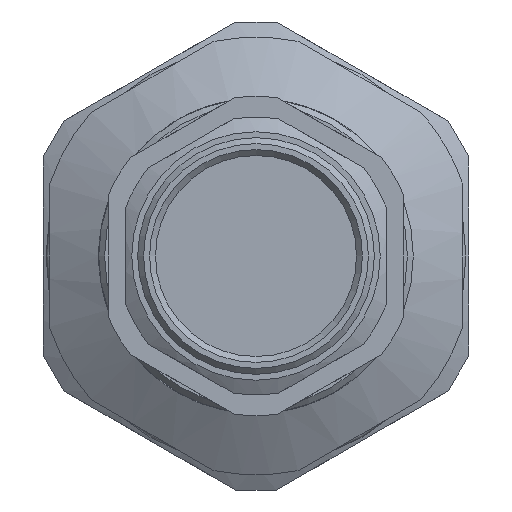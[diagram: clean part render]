
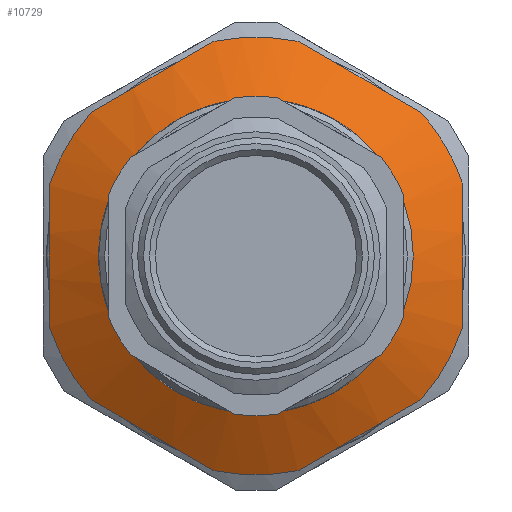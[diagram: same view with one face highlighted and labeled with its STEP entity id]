
A CAD part, left-side view. The second image highlights one B-rep face of the part: STEP entity #10729.
In plain terms, the highlighted conical face has half-angle 60 degrees and reference radius 15.9 mm.
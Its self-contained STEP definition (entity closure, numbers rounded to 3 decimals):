
#900=(
BOUNDED_CURVE()
B_SPLINE_CURVE(2,(#24134,#24135,#24136),.UNSPECIFIED.,.F.,.F.)
B_SPLINE_CURVE_WITH_KNOTS((3,3),(0.,1.206),.UNSPECIFIED.)
CURVE()
GEOMETRIC_REPRESENTATION_ITEM()
RATIONAL_B_SPLINE_CURVE((1.,1.057,1.))
REPRESENTATION_ITEM('')
);
#902=(
BOUNDED_CURVE()
B_SPLINE_CURVE(2,(#24147,#24148,#24149),.UNSPECIFIED.,.F.,.F.)
B_SPLINE_CURVE_WITH_KNOTS((3,3),(0.,1.206),.UNSPECIFIED.)
CURVE()
GEOMETRIC_REPRESENTATION_ITEM()
RATIONAL_B_SPLINE_CURVE((1.,1.057,1.))
REPRESENTATION_ITEM('')
);
#904=(
BOUNDED_CURVE()
B_SPLINE_CURVE(2,(#24160,#24161,#24162),.UNSPECIFIED.,.F.,.F.)
B_SPLINE_CURVE_WITH_KNOTS((3,3),(0.,1.206),.UNSPECIFIED.)
CURVE()
GEOMETRIC_REPRESENTATION_ITEM()
RATIONAL_B_SPLINE_CURVE((1.,1.057,1.))
REPRESENTATION_ITEM('')
);
#906=(
BOUNDED_CURVE()
B_SPLINE_CURVE(2,(#24173,#24174,#24175),.UNSPECIFIED.,.F.,.F.)
B_SPLINE_CURVE_WITH_KNOTS((3,3),(0.,1.206),.UNSPECIFIED.)
CURVE()
GEOMETRIC_REPRESENTATION_ITEM()
RATIONAL_B_SPLINE_CURVE((1.,1.057,1.))
REPRESENTATION_ITEM('')
);
#908=(
BOUNDED_CURVE()
B_SPLINE_CURVE(2,(#24186,#24187,#24188),.UNSPECIFIED.,.F.,.F.)
B_SPLINE_CURVE_WITH_KNOTS((3,3),(0.,1.206),.UNSPECIFIED.)
CURVE()
GEOMETRIC_REPRESENTATION_ITEM()
RATIONAL_B_SPLINE_CURVE((1.,1.057,1.))
REPRESENTATION_ITEM('')
);
#910=(
BOUNDED_CURVE()
B_SPLINE_CURVE(2,(#24199,#24200,#24201),.UNSPECIFIED.,.F.,.F.)
B_SPLINE_CURVE_WITH_KNOTS((3,3),(0.,1.206),.UNSPECIFIED.)
CURVE()
GEOMETRIC_REPRESENTATION_ITEM()
RATIONAL_B_SPLINE_CURVE((1.,1.057,1.))
REPRESENTATION_ITEM('')
);
#1589=LINE('',#24237,#2201);
#2201=VECTOR('',#12854,15.9);
#2253=CONICAL_SURFACE('',#11261,15.9,1.047);
#3419=FACE_OUTER_BOUND('',#4055,.T.);
#4055=EDGE_LOOP('',(#9677,#9678,#9679,#9680,#9681,#9682,#9683,#9684,#9685,
#9686,#9687,#9688,#9689,#9690,#9691,#9692,#9693));
#4320=CIRCLE('',#11215,13.3);
#4321=CIRCLE('',#11216,13.3);
#4333=CIRCLE('',#11251,18.5);
#4334=CIRCLE('',#11252,18.5);
#4335=CIRCLE('',#11254,18.5);
#4336=CIRCLE('',#11256,18.5);
#4337=CIRCLE('',#11258,18.5);
#4338=CIRCLE('',#11260,18.5);
#4339=CIRCLE('',#11262,18.5);
#5298=VERTEX_POINT('',#24107);
#5299=VERTEX_POINT('',#24108);
#5302=VERTEX_POINT('',#24132);
#5303=VERTEX_POINT('',#24133);
#5306=VERTEX_POINT('',#24145);
#5307=VERTEX_POINT('',#24146);
#5310=VERTEX_POINT('',#24158);
#5311=VERTEX_POINT('',#24159);
#5314=VERTEX_POINT('',#24171);
#5315=VERTEX_POINT('',#24172);
#5318=VERTEX_POINT('',#24184);
#5319=VERTEX_POINT('',#24185);
#5322=VERTEX_POINT('',#24197);
#5323=VERTEX_POINT('',#24198);
#5329=VERTEX_POINT('',#24224);
#6762=EDGE_CURVE('',#5298,#5299,#4320,.T.);
#6763=EDGE_CURVE('',#5299,#5298,#4321,.T.);
#6767=EDGE_CURVE('',#5302,#5303,#900,.T.);
#6771=EDGE_CURVE('',#5306,#5307,#902,.T.);
#6775=EDGE_CURVE('',#5310,#5311,#904,.T.);
#6779=EDGE_CURVE('',#5314,#5315,#906,.T.);
#6783=EDGE_CURVE('',#5318,#5319,#908,.T.);
#6787=EDGE_CURVE('',#5322,#5323,#910,.T.);
#6801=EDGE_CURVE('',#5302,#5329,#4333,.T.);
#6802=EDGE_CURVE('',#5329,#5323,#4334,.T.);
#6803=EDGE_CURVE('',#5322,#5319,#4335,.T.);
#6804=EDGE_CURVE('',#5318,#5315,#4336,.T.);
#6805=EDGE_CURVE('',#5314,#5311,#4337,.T.);
#6806=EDGE_CURVE('',#5310,#5307,#4338,.T.);
#6807=EDGE_CURVE('',#5306,#5303,#4339,.T.);
#6808=EDGE_CURVE('',#5329,#5299,#1589,.T.);
#9677=ORIENTED_EDGE('',*,*,#6767,.T.);
#9678=ORIENTED_EDGE('',*,*,#6807,.F.);
#9679=ORIENTED_EDGE('',*,*,#6771,.T.);
#9680=ORIENTED_EDGE('',*,*,#6806,.F.);
#9681=ORIENTED_EDGE('',*,*,#6775,.T.);
#9682=ORIENTED_EDGE('',*,*,#6805,.F.);
#9683=ORIENTED_EDGE('',*,*,#6779,.T.);
#9684=ORIENTED_EDGE('',*,*,#6804,.F.);
#9685=ORIENTED_EDGE('',*,*,#6783,.T.);
#9686=ORIENTED_EDGE('',*,*,#6803,.F.);
#9687=ORIENTED_EDGE('',*,*,#6787,.T.);
#9688=ORIENTED_EDGE('',*,*,#6802,.F.);
#9689=ORIENTED_EDGE('',*,*,#6808,.T.);
#9690=ORIENTED_EDGE('',*,*,#6763,.T.);
#9691=ORIENTED_EDGE('',*,*,#6762,.T.);
#9692=ORIENTED_EDGE('',*,*,#6808,.F.);
#9693=ORIENTED_EDGE('',*,*,#6801,.F.);
#10729=ADVANCED_FACE('',(#3419),#2253,.T.);
#11215=AXIS2_PLACEMENT_3D('',#24109,#12744,#12745);
#11216=AXIS2_PLACEMENT_3D('',#24110,#12746,#12747);
#11251=AXIS2_PLACEMENT_3D('',#24225,#12830,#12831);
#11252=AXIS2_PLACEMENT_3D('',#24226,#12832,#12833);
#11254=AXIS2_PLACEMENT_3D('',#24228,#12836,#12837);
#11256=AXIS2_PLACEMENT_3D('',#24230,#12840,#12841);
#11258=AXIS2_PLACEMENT_3D('',#24232,#12844,#12845);
#11260=AXIS2_PLACEMENT_3D('',#24234,#12848,#12849);
#11261=AXIS2_PLACEMENT_3D('',#24235,#12850,#12851);
#11262=AXIS2_PLACEMENT_3D('',#24236,#12852,#12853);
#12744=DIRECTION('center_axis',(1.,0.,0.));
#12745=DIRECTION('ref_axis',(0.,-0.5,-0.866));
#12746=DIRECTION('center_axis',(1.,0.,0.));
#12747=DIRECTION('ref_axis',(0.,-0.5,-0.866));
#12830=DIRECTION('center_axis',(1.,0.,0.));
#12831=DIRECTION('ref_axis',(0.,-0.5,-0.866));
#12832=DIRECTION('center_axis',(1.,0.,0.));
#12833=DIRECTION('ref_axis',(0.,-0.5,-0.866));
#12836=DIRECTION('center_axis',(1.,0.,0.));
#12837=DIRECTION('ref_axis',(0.,-0.5,-0.866));
#12840=DIRECTION('center_axis',(1.,0.,0.));
#12841=DIRECTION('ref_axis',(0.,-0.5,-0.866));
#12844=DIRECTION('center_axis',(1.,0.,0.));
#12845=DIRECTION('ref_axis',(0.,-0.5,-0.866));
#12848=DIRECTION('center_axis',(1.,0.,0.));
#12849=DIRECTION('ref_axis',(0.,-0.5,-0.866));
#12850=DIRECTION('center_axis',(1.,0.,0.));
#12851=DIRECTION('ref_axis',(0.,0.866,-0.5));
#12852=DIRECTION('center_axis',(1.,0.,0.));
#12853=DIRECTION('ref_axis',(0.,-0.5,-0.866));
#12854=DIRECTION('',(-0.5,0.75,-0.433));
#24107=CARTESIAN_POINT('',(18.131,11.039,-6.65));
#24108=CARTESIAN_POINT('',(18.131,-11.998,6.65));
#24109=CARTESIAN_POINT('Origin',(18.131,-0.48,0.));
#24110=CARTESIAN_POINT('Origin',(18.131,-0.48,0.));
#24132=CARTESIAN_POINT('',(21.133,-14.426,12.155));
#24133=CARTESIAN_POINT('',(21.133,-4.033,18.155));
#24134=CARTESIAN_POINT('Ctrl Pts',(21.133,-14.426,12.155));
#24135=CARTESIAN_POINT('Ctrl Pts',(20.01,-9.23,15.155));
#24136=CARTESIAN_POINT('Ctrl Pts',(21.133,-4.033,18.155));
#24145=CARTESIAN_POINT('',(21.133,3.074,18.155));
#24146=CARTESIAN_POINT('',(21.133,13.467,12.155));
#24147=CARTESIAN_POINT('Ctrl Pts',(21.133,3.074,18.155));
#24148=CARTESIAN_POINT('Ctrl Pts',(20.01,8.27,15.155));
#24149=CARTESIAN_POINT('Ctrl Pts',(21.133,13.467,12.155));
#24158=CARTESIAN_POINT('',(21.133,17.02,6.));
#24159=CARTESIAN_POINT('',(21.133,17.02,-6.));
#24160=CARTESIAN_POINT('Ctrl Pts',(21.133,17.02,6.));
#24161=CARTESIAN_POINT('Ctrl Pts',(20.01,17.02,0.));
#24162=CARTESIAN_POINT('Ctrl Pts',(21.133,17.02,-6.));
#24171=CARTESIAN_POINT('',(21.133,13.467,-12.155));
#24172=CARTESIAN_POINT('',(21.133,3.074,-18.155));
#24173=CARTESIAN_POINT('Ctrl Pts',(21.133,13.467,-12.155));
#24174=CARTESIAN_POINT('Ctrl Pts',(20.01,8.27,-15.155));
#24175=CARTESIAN_POINT('Ctrl Pts',(21.133,3.074,-18.155));
#24184=CARTESIAN_POINT('',(21.133,-4.033,-18.155));
#24185=CARTESIAN_POINT('',(21.133,-14.426,-12.155));
#24186=CARTESIAN_POINT('Ctrl Pts',(21.133,-4.033,-18.155));
#24187=CARTESIAN_POINT('Ctrl Pts',(20.01,-9.23,-15.155));
#24188=CARTESIAN_POINT('Ctrl Pts',(21.133,-14.426,-12.155));
#24197=CARTESIAN_POINT('',(21.133,-17.98,-6.));
#24198=CARTESIAN_POINT('',(21.133,-17.98,6.));
#24199=CARTESIAN_POINT('Ctrl Pts',(21.133,-17.98,-6.));
#24200=CARTESIAN_POINT('Ctrl Pts',(20.01,-17.98,0.));
#24201=CARTESIAN_POINT('Ctrl Pts',(21.133,-17.98,6.));
#24224=CARTESIAN_POINT('',(21.133,-16.501,9.25));
#24225=CARTESIAN_POINT('Origin',(21.133,-0.48,0.));
#24226=CARTESIAN_POINT('Origin',(21.133,-0.48,0.));
#24228=CARTESIAN_POINT('Origin',(21.133,-0.48,0.));
#24230=CARTESIAN_POINT('Origin',(21.133,-0.48,0.));
#24232=CARTESIAN_POINT('Origin',(21.133,-0.48,0.));
#24234=CARTESIAN_POINT('Origin',(21.133,-0.48,0.));
#24235=CARTESIAN_POINT('Origin',(19.632,-0.48,0.));
#24236=CARTESIAN_POINT('Origin',(21.133,-0.48,0.));
#24237=CARTESIAN_POINT('',(19.632,-14.249,7.95));
